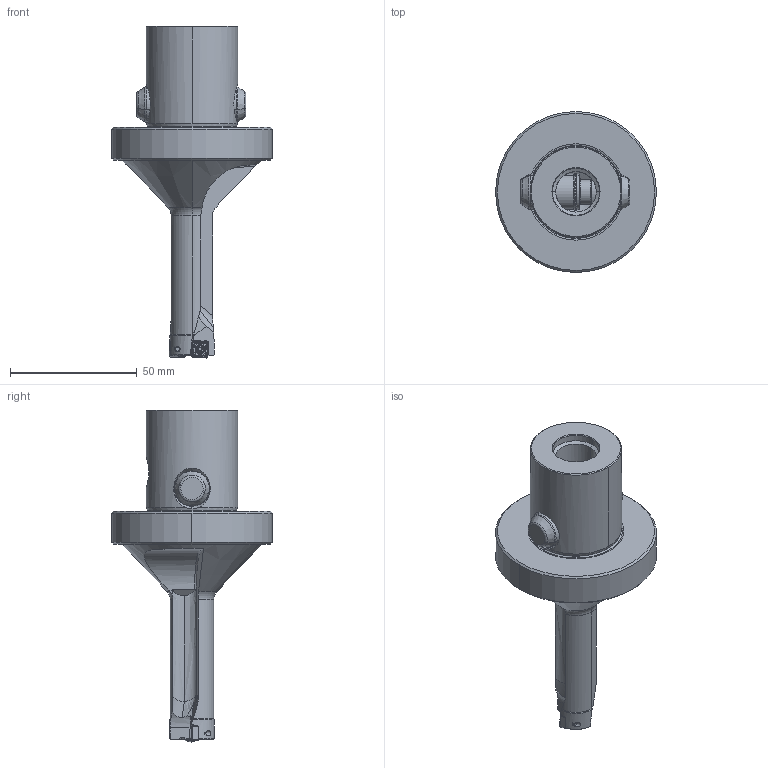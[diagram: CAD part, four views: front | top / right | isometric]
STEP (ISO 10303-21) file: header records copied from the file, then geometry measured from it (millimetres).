
FILE_DESCRIPTION(('no description'),'unknown implementation level');
FILE_NAME('16D92A23-869B-4F99-A5BD-5D5E6A8A88C1_export.stp',' ',('CIMSOURCE GmbH'),('CADClick - KiM GmbH - www.kimweb.de'),'unknown preprocess','ACIS','unknown authorization');
FILE_SCHEMA(('automotive_design'));
Length unit declared in the file: millimetre
Products named in the file (9): 337.318 Kaiser WB 18-54 X CKS6|337.318 Kaiser WB 18-54 X CKS6_337.318-4;NONE; 337.318 Kaiser WB 18-54 X CKS6|337.318 Kaiser WB 18-54 X CKS6_337.318-3;NONE; 337.318 Kaiser WB 18-54 X CKS6|337.318 Kaiser WB 18-54 X CKS6_337.318-2;NONE; 337.318 Kaiser WB 18-54 X CKS6|337.318 Kaiser WB 18-54 X CKS6_337.318-1;NONE; 337.318 Kaiser WB 18-54 X CKS6|337.318 Kaiser WB 18-54 X CKS6_337.318;NONE; 337.318 Kaiser WB 18-54 X CKS6|694.123 Kaiser ETL M2,5 X 5,8 T7 IP 10S_Standard;NONE; 337.318 Kaiser WB 18-54 X CKS6|691.506 Kaiser ETL D14 X 43K_Standard|693.305 Sprengring_Standard;NONE; 337.318 Kaiser WB 18-54 X CKS6|691.506 Kaiser ETL D14 X 43K_Standard|691.526 Mitnehmerbolzen_Standard;NONE
Bounding box: 63.5 x 63.5 x 131 mm (x, y, z)
Volume: 98581.9 mm3; surface area: 24651.8 mm2
Topology: 9 solids, 9 shells, 499 faces, 1250 edges, 767 vertices
Faces by surface type: cylinder 206, plane 160, torus 64, cone 60, bspline 9
Entity records: 31107 total; most frequent: CARTESIAN_POINT 5320, STYLED_ITEM 2520, PRESENTATION_STYLE_ASSIGNMENT 2520, COLOUR_RGB 2520, ORIENTED_EDGE 2490, DIRECTION 2403, EDGE_CURVE 1245, CURVE_STYLE 1245
